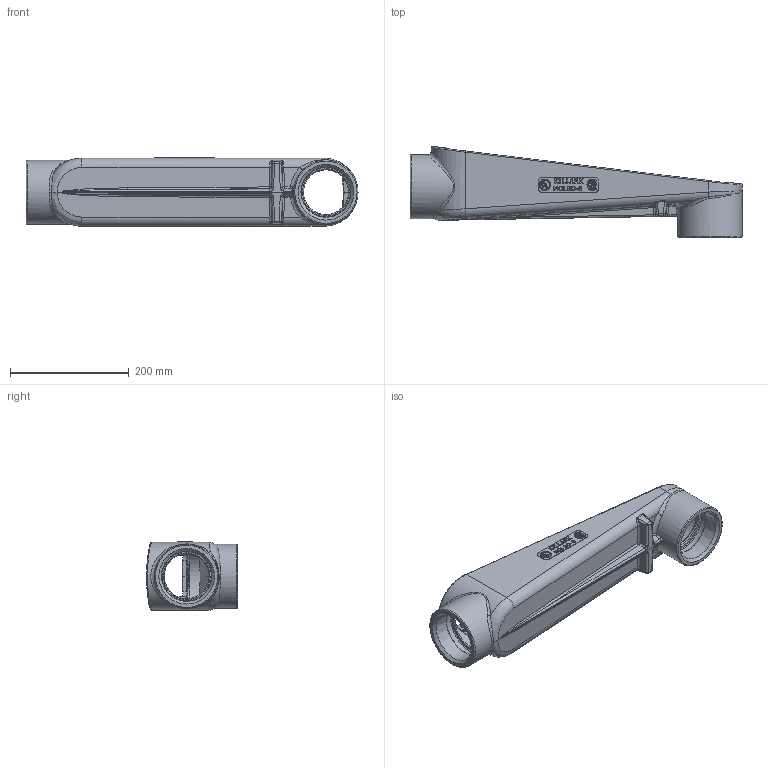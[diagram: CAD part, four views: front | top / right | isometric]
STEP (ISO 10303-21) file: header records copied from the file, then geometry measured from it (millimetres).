
FILE_DESCRIPTION(/* description */ (''),/* implementation_level */ '2;1');
FILE_NAME(/* name */ '21025-2.stp',/* time_stamp */ '2020-05-28T14:26:35+06:00',/* author */ ('lsugumaran'),/* organization */ (''),/* preprocessor_version */ 'ST-DEVELOPER v18',/* originating_system */ 'Autodesk Inventor 2020',/* authorisation */ '');
FILE_SCHEMA (('AUTOMOTIVE_DESIGN { 1 0 10303 214 3 1 1 }'));
Length unit declared in the file: inch
Products named in the file (1): 21025-2
Bounding box: 558.8 x 153.5 x 115.09 mm (x, y, z)
Volume: 1417475.5 mm3; surface area: 338994.9 mm2
Topology: 1 solids, 1 shells, 882 faces, 2250 edges, 1394 vertices
Faces by surface type: bspline 354, plane 308, cylinder 156, cone 38, sphere 16, torus 10
Full cylindrical faces by diameter (mm): 6.401 x6, 75.692 x2, 89.179 x2, 107.95 x2
Entity records: 40342 total; most frequent: CARTESIAN_POINT 21025, ORIENTED_EDGE 4458, DIRECTION 3232, EDGE_CURVE 2229, VERTEX_POINT 1395, AXIS2_PLACEMENT_3D 1136, LINE 960, VECTOR 960
